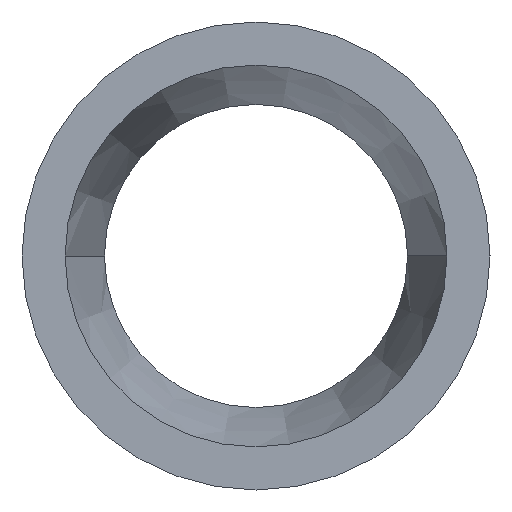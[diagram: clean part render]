
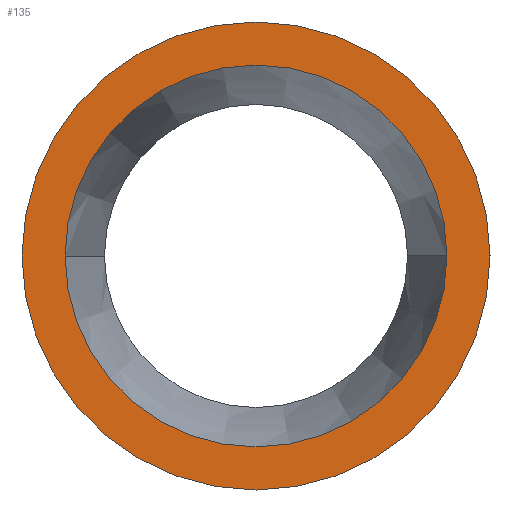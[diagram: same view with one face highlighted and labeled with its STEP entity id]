
A CAD part, left-side view. The second image highlights one B-rep face of the part: STEP entity #135.
In plain terms, the highlighted planar face has unit normal (-1, 0, 0).
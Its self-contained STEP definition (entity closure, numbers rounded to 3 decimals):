
#115 = VERTEX_POINT( '', #252 );
#123 = VERTEX_POINT( '', #261 );
#135 = ADVANCED_FACE( '', ( #274, #275 ), #276, .T. );
#157 = EDGE_CURVE( '', #123, #173, #299, .T. );
#173 = VERTEX_POINT( '', #320 );
#185 = VERTEX_POINT( '', #333 );
#191 = EDGE_CURVE( '', #115, #185, #340, .T. );
#197 = EDGE_CURVE( '', #173, #123, #347, .T. );
#199 = EDGE_CURVE( '', #185, #115, #349, .T. );
#252 = CARTESIAN_POINT( '', ( 0., -31.5, 0. ) );
#261 = CARTESIAN_POINT( '', ( 0., 25.7, 0. ) );
#274 = FACE_BOUND( '', #434, .T. );
#275 = FACE_OUTER_BOUND( '', #435, .T. );
#276 = PLANE( '', #436 );
#299 = CIRCLE( '', #468, 25.7 );
#320 = CARTESIAN_POINT( '', ( 0., -25.7, 0. ) );
#333 = CARTESIAN_POINT( '', ( 0., 31.5, 0. ) );
#340 = CIRCLE( '', #517, 31.5 );
#347 = CIRCLE( '', #525, 25.7 );
#349 = CIRCLE( '', #528, 31.5 );
#434 = EDGE_LOOP( '', ( #591, #592 ) );
#435 = EDGE_LOOP( '', ( #593, #594 ) );
#436 = AXIS2_PLACEMENT_3D( '', #595, #596, #597 );
#468 = AXIS2_PLACEMENT_3D( '', #620, #621, #622 );
#517 = AXIS2_PLACEMENT_3D( '', #686, #687, #688 );
#525 = AXIS2_PLACEMENT_3D( '', #697, #698, #699 );
#528 = AXIS2_PLACEMENT_3D( '', #700, #701, #702 );
#591 = ORIENTED_EDGE( '', *, *, #157, .F. );
#592 = ORIENTED_EDGE( '', *, *, #197, .F. );
#593 = ORIENTED_EDGE( '', *, *, #199, .T. );
#594 = ORIENTED_EDGE( '', *, *, #191, .T. );
#595 = CARTESIAN_POINT( '', ( 0., 28.6, 0. ) );
#596 = DIRECTION( '', ( -1., 0., 0. ) );
#597 = DIRECTION( '', ( 0., 1., 0. ) );
#620 = CARTESIAN_POINT( '', ( 0., 0., 0. ) );
#621 = DIRECTION( '', ( -1., 0., 0. ) );
#622 = DIRECTION( '', ( 0., 1., 0. ) );
#686 = CARTESIAN_POINT( '', ( 0., 0., 0. ) );
#687 = DIRECTION( '', ( -1., 0., 0. ) );
#688 = DIRECTION( '', ( 0., 1., 0. ) );
#697 = CARTESIAN_POINT( '', ( 0., 0., 0. ) );
#698 = DIRECTION( '', ( -1., 0., 0. ) );
#699 = DIRECTION( '', ( 0., 1., 0. ) );
#700 = CARTESIAN_POINT( '', ( 0., 0., 0. ) );
#701 = DIRECTION( '', ( -1., 0., 0. ) );
#702 = DIRECTION( '', ( 0., 1., 0. ) );
